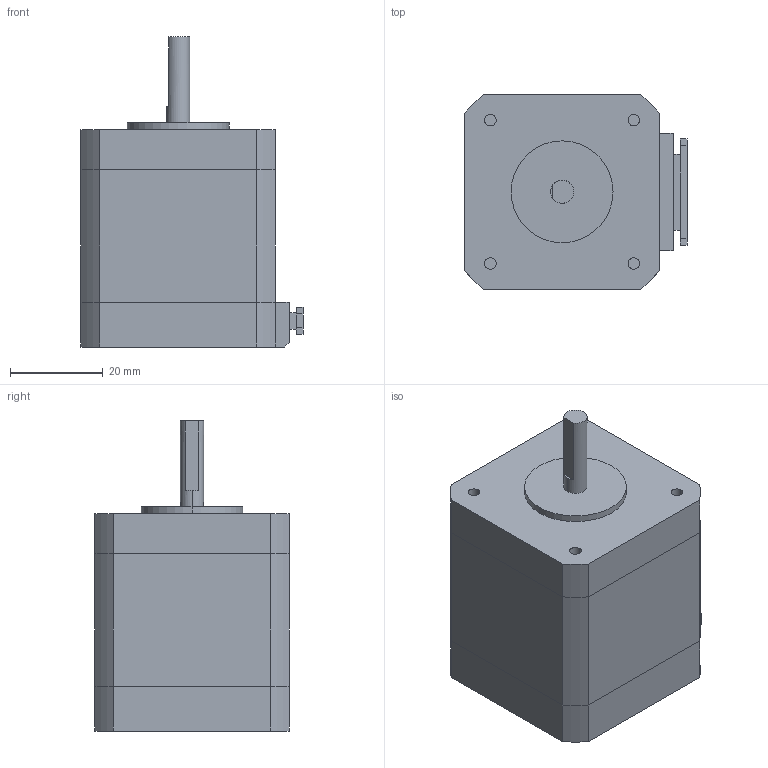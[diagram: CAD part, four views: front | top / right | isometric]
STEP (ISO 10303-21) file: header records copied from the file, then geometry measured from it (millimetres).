
FILE_DESCRIPTION (( 'STEP AP203' ), '1' );
FILE_NAME ('NMS17-T4A.step', '2023-05-17T23:22:15', ( '' ), ( '' ), 'SwSTEP 2.0', 'SolidWorks 2019', '' );
FILE_SCHEMA (( 'CONFIG_CONTROL_DESIGN' ));
Length unit declared in the file: millimetre
Products named in the file (2): NMS17_motor^NMS17_NMS17-T4A; NMS17-T4A
Assembly tree (1 placements, depth 2):
  NMS17-T4A
    NMS17_motor^NMS17_NMS17-T4A
Bounding box: 48 x 42 x 67 mm (x, y, z)
Volume: 83116.7 mm3; surface area: 19605.1 mm2
Topology: 4 solids, 4 shells, 111 faces, 253 edges, 166 vertices
Faces by surface type: plane 63, cylinder 40, torus 8
Entity records: 3331 total; most frequent: DIRECTION 581, CARTESIAN_POINT 534, ORIENTED_EDGE 506, EDGE_CURVE 253, AXIS2_PLACEMENT_3D 213, VERTEX_POINT 166, LINE 155, VECTOR 155
